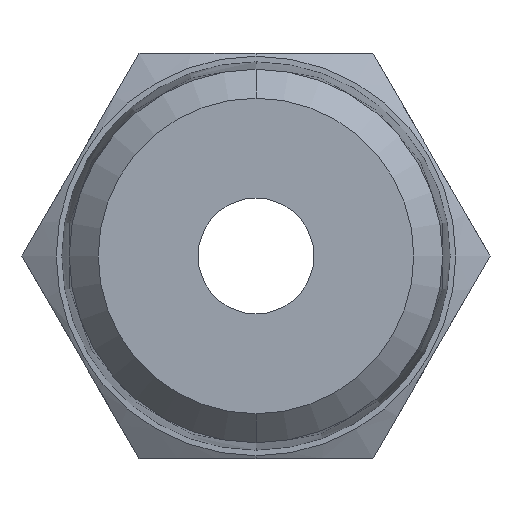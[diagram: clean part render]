
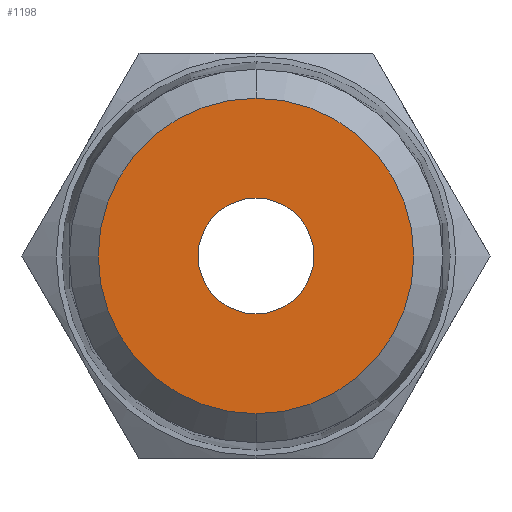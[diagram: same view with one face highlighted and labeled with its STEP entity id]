
A CAD part, front view. The second image highlights one B-rep face of the part: STEP entity #1198.
In plain terms, the highlighted planar face has unit normal (0, -1, 0).
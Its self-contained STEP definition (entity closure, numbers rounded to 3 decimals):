
#42 = CARTESIAN_POINT ( 'NONE',  ( 0., 0., 5.45 ) ) ;
#45 = CARTESIAN_POINT ( 'NONE',  ( 0., 0., -2. ) ) ;
#82 = CARTESIAN_POINT ( 'NONE',  ( 0., 0., 2. ) ) ;
#84 = CARTESIAN_POINT ( 'NONE',  ( 0., 0., -5.45 ) ) ;
#121 = ORIENTED_EDGE ( 'NONE', *, *, #1021, .F. ) ;
#161 = EDGE_LOOP ( 'NONE', ( #432, #490 ) ) ;
#175 = EDGE_LOOP ( 'NONE', ( #570, #121 ) ) ;
#413 = CIRCLE ( 'NONE', #1070, 2. ) ;
#432 = ORIENTED_EDGE ( 'NONE', *, *, #1110, .T. ) ;
#447 = CIRCLE ( 'NONE', #1090, 2. ) ;
#490 = ORIENTED_EDGE ( 'NONE', *, *, #1035, .T. ) ;
#493 = CIRCLE ( 'NONE', #1136, 5.45 ) ;
#561 = CIRCLE ( 'NONE', #1069, 5.45 ) ;
#570 = ORIENTED_EDGE ( 'NONE', *, *, #1111, .F. ) ;
#643 = FACE_BOUND ( 'NONE', #175, .T. ) ;
#651 = FACE_OUTER_BOUND ( 'NONE', #161, .T. ) ;
#825 = DIRECTION ( 'NONE',  ( 0., 0., -1. ) ) ;
#826 = DIRECTION ( 'NONE',  ( 0., -1., 0. ) ) ;
#827 = CARTESIAN_POINT ( 'NONE',  ( 0., 0., 0. ) ) ;
#828 = PLANE ( 'NONE',  #1225 ) ;
#1021 = EDGE_CURVE ( 'NONE', #1321, #1431, #413, .T. ) ;
#1035 = EDGE_CURVE ( 'NONE', #1334, #1442, #561, .T. ) ;
#1069 = AXIS2_PLACEMENT_3D ( 'NONE', #1450, #1599, #1517 ) ;
#1070 = AXIS2_PLACEMENT_3D ( 'NONE', #1557, #1463, #1464 ) ;
#1090 = AXIS2_PLACEMENT_3D ( 'NONE', #1577, #1445, #1460 ) ;
#1110 = EDGE_CURVE ( 'NONE', #1442, #1334, #493, .T. ) ;
#1111 = EDGE_CURVE ( 'NONE', #1431, #1321, #447, .T. ) ;
#1136 = AXIS2_PLACEMENT_3D ( 'NONE', #1601, #1603, #1448 ) ;
#1198 = ADVANCED_FACE ( 'NONE', ( #643, #651 ), #828, .T. ) ;
#1225 = AXIS2_PLACEMENT_3D ( 'NONE', #827, #826, #825 ) ;
#1321 = VERTEX_POINT ( 'NONE', #82 ) ;
#1334 = VERTEX_POINT ( 'NONE', #84 ) ;
#1431 = VERTEX_POINT ( 'NONE', #45 ) ;
#1442 = VERTEX_POINT ( 'NONE', #42 ) ;
#1445 = DIRECTION ( 'NONE',  ( 0., -1., 0. ) ) ;
#1448 = DIRECTION ( 'NONE',  ( 0., 0., -1. ) ) ;
#1450 = CARTESIAN_POINT ( 'NONE',  ( 0., 0., 0. ) ) ;
#1460 = DIRECTION ( 'NONE',  ( 0., 0., -1. ) ) ;
#1463 = DIRECTION ( 'NONE',  ( 0., -1., 0. ) ) ;
#1464 = DIRECTION ( 'NONE',  ( 0., 0., -1. ) ) ;
#1517 = DIRECTION ( 'NONE',  ( 0., 0., -1. ) ) ;
#1557 = CARTESIAN_POINT ( 'NONE',  ( 0., 0., 0. ) ) ;
#1577 = CARTESIAN_POINT ( 'NONE',  ( 0., 0., 0. ) ) ;
#1599 = DIRECTION ( 'NONE',  ( 0., -1., 0. ) ) ;
#1601 = CARTESIAN_POINT ( 'NONE',  ( 0., 0., 0. ) ) ;
#1603 = DIRECTION ( 'NONE',  ( 0., -1., 0. ) ) ;
